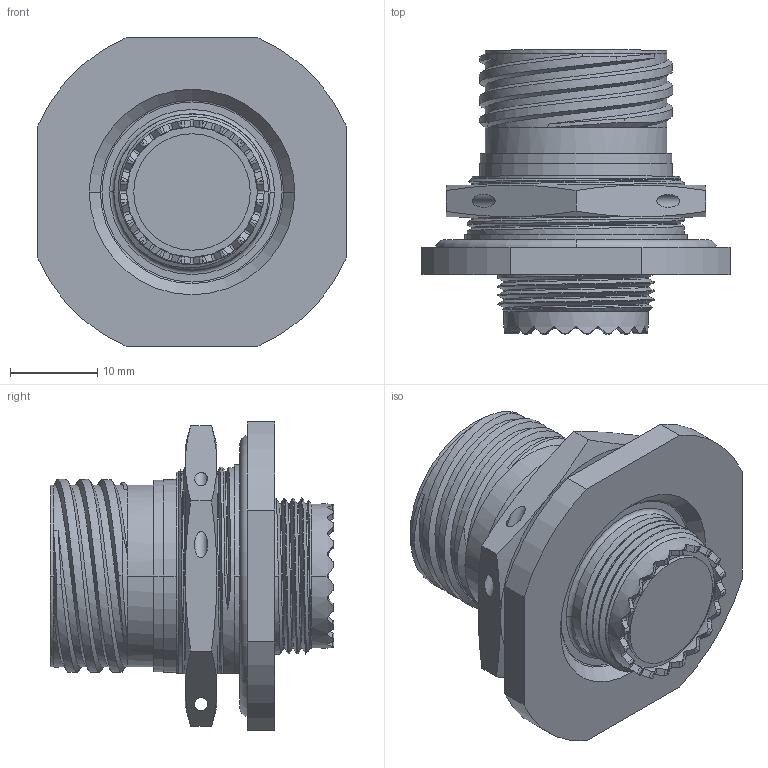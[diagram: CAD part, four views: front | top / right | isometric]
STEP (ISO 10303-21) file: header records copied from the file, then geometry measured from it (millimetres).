
FILE_DESCRIPTION((''),'2;1');
FILE_NAME('8D-05-13-24','2009-07-09T',('dpnair'),('FCI INTERCONNECT'),'PRO/ENGINEER BY PARAMETRIC TECHNOLOGY CORPORATION, 2005310','PRO/ENGINEER BY PARAMETRIC TECHNOLOGY CORPORATION, 2005310','');
FILE_SCHEMA(('CONFIG_CONTROL_DESIGN'));
Length unit declared in the file: millimetre
Products named in the file (1): 8D-05-13-24
Bounding box: 35.3 x 32.5 x 35.3 mm (x, y, z)
Volume: 14154 mm3; surface area: 7162 mm2
Topology: 2 solids, 2 shells, 287 faces, 799 edges, 516 vertices
Faces by surface type: cylinder 112, plane 94, bspline 42, cone 23, torus 16
Entity records: 18439 total; most frequent: CARTESIAN_POINT 11829, ORIENTED_EDGE 1598, DIRECTION 1033, EDGE_CURVE 799, VERTEX_POINT 516, B_SPLINE_CURVE_WITH_KNOTS 411, AXIS2_PLACEMENT_3D 400, EDGE_LOOP 305
